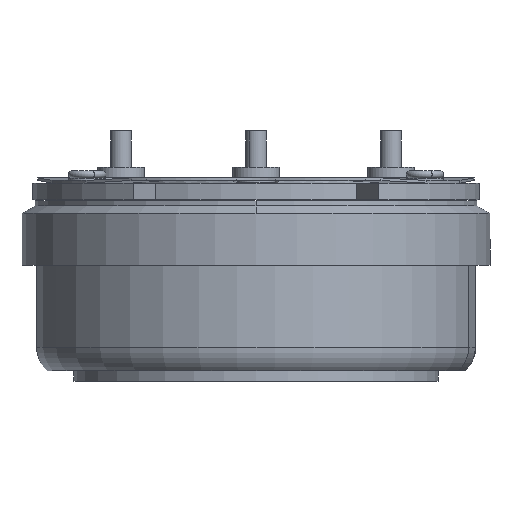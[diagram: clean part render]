
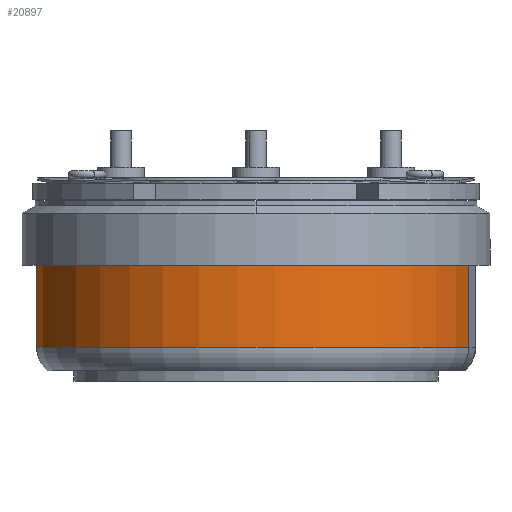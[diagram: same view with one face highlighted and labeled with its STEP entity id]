
A CAD part, front view. The second image highlights one B-rep face of the part: STEP entity #20897.
In plain terms, the highlighted cylindrical face has radius 42.35 mm (diameter 84.7 mm), a partial arc.
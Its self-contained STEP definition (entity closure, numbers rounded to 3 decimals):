
#3663 = VERTEX_POINT ( 'NONE', #11236 ) ;
#3769 = EDGE_CURVE ( 'NONE', #4220, #3663, #11464, .T. ) ;
#4135 = VERTEX_POINT ( 'NONE', #12162 ) ;
#4220 = VERTEX_POINT ( 'NONE', #12368 ) ;
#4222 = VERTEX_POINT ( 'NONE', #12399 ) ;
#4225 = EDGE_CURVE ( 'NONE', #4222, #4135, #12397, .T. ) ;
#11236 = CARTESIAN_POINT ( 'NONE',  ( -40.907, 10.961, 6. ) ) ;
#11461 = DIRECTION ( 'NONE',  ( 0., 0., -1. ) ) ;
#11462 = VECTOR ( 'NONE', #11461, 1000. ) ;
#11463 = CARTESIAN_POINT ( 'NONE',  ( -40.907, 10.961, 28. ) ) ;
#11464 = LINE ( 'NONE', #11463, #11462 ) ;
#12162 = CARTESIAN_POINT ( 'NONE',  ( 40.907, -10.961, 6. ) ) ;
#12368 = CARTESIAN_POINT ( 'NONE',  ( -40.907, 10.961, 21.8 ) ) ;
#12397 = LINE ( 'NONE', #12472, #12462 ) ;
#12399 = CARTESIAN_POINT ( 'NONE',  ( 40.907, -10.961, 21.8 ) ) ;
#12462 = VECTOR ( 'NONE', #12471, 1000. ) ;
#12471 = DIRECTION ( 'NONE',  ( 0., 0., -1. ) ) ;
#12472 = CARTESIAN_POINT ( 'NONE',  ( 40.907, -10.961, 28. ) ) ;
#18907 = FACE_OUTER_BOUND ( 'NONE', #21056, .T. ) ;
#18909 = CARTESIAN_POINT ( 'NONE',  ( 0., 0., 28. ) ) ;
#18910 = CYLINDRICAL_SURFACE ( 'NONE', #19009, 42.35 ) ;
#19007 = DIRECTION ( 'NONE',  ( -0.966, 0.259, 0. ) ) ;
#19008 = DIRECTION ( 'NONE',  ( 0., 0., -1. ) ) ;
#19009 = AXIS2_PLACEMENT_3D ( 'NONE', #18909, #19008, #19007 ) ;
#19408 = DIRECTION ( 'NONE',  ( 0., -1., 0. ) ) ;
#19409 = DIRECTION ( 'NONE',  ( 0., 0., 1. ) ) ;
#19410 = CARTESIAN_POINT ( 'NONE',  ( 0., 0., 21.8 ) ) ;
#19432 = AXIS2_PLACEMENT_3D ( 'NONE', #19410, #19409, #19408 ) ;
#19433 = CIRCLE ( 'NONE', #19432, 42.35 ) ;
#20122 = DIRECTION ( 'NONE',  ( 0.966, -0.259, 0. ) ) ;
#20123 = DIRECTION ( 'NONE',  ( 0., 0., 1. ) ) ;
#20124 = CARTESIAN_POINT ( 'NONE',  ( 0., 0., 6. ) ) ;
#20125 = AXIS2_PLACEMENT_3D ( 'NONE', #20124, #20123, #20122 ) ;
#20126 = CIRCLE ( 'NONE', #20125, 42.35 ) ;
#20897 = ADVANCED_FACE ( 'NONE', ( #18907 ), #18910, .T. ) ;
#21054 = EDGE_CURVE ( 'NONE', #4220, #4222, #19433, .T. ) ;
#21056 = EDGE_LOOP ( 'NONE', ( #21104, #21058, #21200, #21180 ) ) ;
#21058 = ORIENTED_EDGE ( 'NONE', *, *, #21054, .F. ) ;
#21104 = ORIENTED_EDGE ( 'NONE', *, *, #4225, .F. ) ;
#21180 = ORIENTED_EDGE ( 'NONE', *, *, #21197, .T. ) ;
#21197 = EDGE_CURVE ( 'NONE', #3663, #4135, #20126, .T. ) ;
#21200 = ORIENTED_EDGE ( 'NONE', *, *, #3769, .T. ) ;
